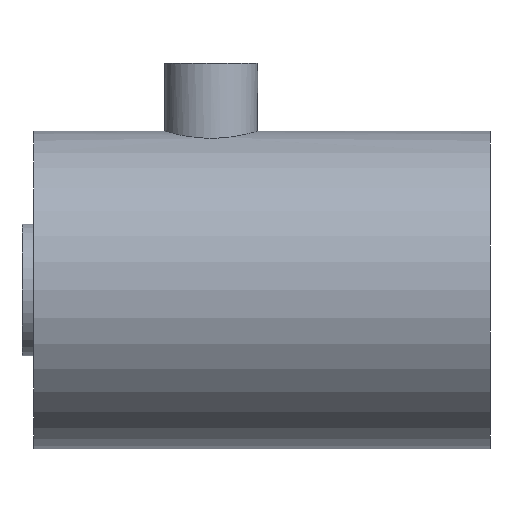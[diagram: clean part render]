
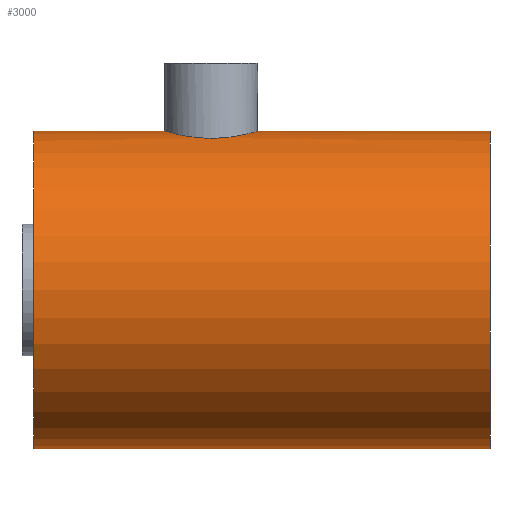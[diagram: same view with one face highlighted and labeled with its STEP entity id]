
A CAD part, left-side view. The second image highlights one B-rep face of the part: STEP entity #3000.
In plain terms, the highlighted cylindrical face has radius 69.977 mm (diameter 139.954 mm), a full revolution.
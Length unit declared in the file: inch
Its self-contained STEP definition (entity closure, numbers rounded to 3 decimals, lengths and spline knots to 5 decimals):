
#262=B_SPLINE_CURVE_WITH_KNOTS('',3,(#16588,#16589,#16590,#16591,#16592,
#16593,#16594,#16595,#16596,#16597,#16598,#16599,#16600,#16601,#16602,#16603,
#16604,#16605,#16606,#16607,#16608,#16609,#16610,#16611,#16612,#16613,#16614,
#16615,#16616,#16617,#16618,#16619,#16620,#16621,#16622,#16623,#16624,#16625,
#16626,#16627,#16628,#16629,#16630,#16631,#16632,#16633,#16634,#16635,#16636,
#16637,#16638,#16639,#16640,#16641,#16642,#16643,#16644,#16645,#16646,#16647,
#16648,#16649,#16650,#16651,#16652,#16653),.UNSPECIFIED.,.T.,.F.,(4,2,2,
2,2,2,2,2,2,2,2,2,2,2,2,2,2,2,2,2,2,2,2,2,2,2,2,2,2,2,2,2,4),(0.,0.38863,
0.77726,1.16588,1.55451,1.94303,2.33156,
2.72008,3.1086,3.49713,3.88565,4.27417,
4.66269,5.05132,5.43995,5.82858,6.21721,
6.60583,6.99446,7.38309,7.77172,8.16024,
8.54876,8.93728,9.32581,9.71433,10.10285,
10.49138,10.8799,11.26853,11.65715,12.04578,
12.43441),.UNSPECIFIED.);
#284=FACE_BOUND('',#674,.T.);
#487=FACE_OUTER_BOUND('',#673,.T.);
#673=EDGE_LOOP('',(#2691,#2692,#2693,#2694,#2695,#2696));
#674=EDGE_LOOP('',(#2697));
#837=LINE('',#16688,#1000);
#1000=VECTOR('',#3832,2.755);
#1041=CIRCLE('',#3215,2.755);
#1042=CIRCLE('',#3216,2.755);
#1051=CIRCLE('',#3230,2.755);
#1052=CIRCLE('',#3231,2.755);
#1335=VERTEX_POINT('',#16586);
#1336=VERTEX_POINT('',#16656);
#1337=VERTEX_POINT('',#16657);
#1346=VERTEX_POINT('',#16683);
#1347=VERTEX_POINT('',#16684);
#1782=EDGE_CURVE('',#1335,#1335,#262,.T.);
#1783=EDGE_CURVE('',#1336,#1337,#1041,.T.);
#1784=EDGE_CURVE('',#1337,#1336,#1042,.T.);
#1795=EDGE_CURVE('',#1346,#1347,#1051,.T.);
#1796=EDGE_CURVE('',#1347,#1346,#1052,.T.);
#1797=EDGE_CURVE('',#1337,#1347,#837,.T.);
#2691=ORIENTED_EDGE('',*,*,#1783,.F.);
#2692=ORIENTED_EDGE('',*,*,#1784,.F.);
#2693=ORIENTED_EDGE('',*,*,#1797,.T.);
#2694=ORIENTED_EDGE('',*,*,#1796,.T.);
#2695=ORIENTED_EDGE('',*,*,#1795,.T.);
#2696=ORIENTED_EDGE('',*,*,#1797,.F.);
#2697=ORIENTED_EDGE('',*,*,#1782,.T.);
#2827=CYLINDRICAL_SURFACE('',#3232,2.755);
#3000=ADVANCED_FACE('',(#487,#284),#2827,.T.);
#3215=AXIS2_PLACEMENT_3D('',#16658,#3794,#3795);
#3216=AXIS2_PLACEMENT_3D('',#16659,#3796,#3797);
#3230=AXIS2_PLACEMENT_3D('',#16685,#3826,#3827);
#3231=AXIS2_PLACEMENT_3D('',#16686,#3828,#3829);
#3232=AXIS2_PLACEMENT_3D('',#16687,#3830,#3831);
#3794=DIRECTION('center_axis',(0.,-1.,0.));
#3795=DIRECTION('ref_axis',(1.,0.,0.));
#3796=DIRECTION('center_axis',(0.,-1.,0.));
#3797=DIRECTION('ref_axis',(1.,0.,0.));
#3826=DIRECTION('center_axis',(0.,-1.,0.));
#3827=DIRECTION('ref_axis',(1.,0.,0.));
#3828=DIRECTION('center_axis',(0.,-1.,0.));
#3829=DIRECTION('ref_axis',(1.,0.,0.));
#3830=DIRECTION('center_axis',(0.,-1.,0.));
#3831=DIRECTION('ref_axis',(1.,0.,0.));
#3832=DIRECTION('',(0.,1.,0.));
#16586=CARTESIAN_POINT('',(-0.80709,4.84,2.63413));
#16588=CARTESIAN_POINT('Ctrl Pts',(-0.80709,4.84,2.63413));
#16589=CARTESIAN_POINT('Ctrl Pts',(-0.80709,4.891,
2.63413));
#16590=CARTESIAN_POINT('Ctrl Pts',(-0.80217,4.94364,2.63565));
#16591=CARTESIAN_POINT('Ctrl Pts',(-0.7816,5.04815,
2.64183));
#16592=CARTESIAN_POINT('Ctrl Pts',(-0.76594,5.10003,
2.64647));
#16593=CARTESIAN_POINT('Ctrl Pts',(-0.72467,5.19935,
2.65807));
#16594=CARTESIAN_POINT('Ctrl Pts',(-0.69902,5.24689,
2.66502));
#16595=CARTESIAN_POINT('Ctrl Pts',(-0.63987,5.33473,2.67984));
#16596=CARTESIAN_POINT('Ctrl Pts',(-0.60636,5.37503,
2.68769));
#16597=CARTESIAN_POINT('Ctrl Pts',(-0.53504,5.44635,2.70279));
#16598=CARTESIAN_POINT('Ctrl Pts',(-0.49474,5.47986,
2.71058));
#16599=CARTESIAN_POINT('Ctrl Pts',(-0.4069,5.53902,
2.72515));
#16600=CARTESIAN_POINT('Ctrl Pts',(-0.35936,5.56467,
2.73192));
#16601=CARTESIAN_POINT('Ctrl Pts',(-0.26002,5.60595,2.74316));
#16602=CARTESIAN_POINT('Ctrl Pts',(-0.20814,5.6216,
2.74763));
#16603=CARTESIAN_POINT('Ctrl Pts',(-0.10362,5.64218,
2.75355));
#16604=CARTESIAN_POINT('Ctrl Pts',(-0.05099,5.64709,
2.755));
#16605=CARTESIAN_POINT('Ctrl Pts',(0.05099,5.64709,
2.755));
#16606=CARTESIAN_POINT('Ctrl Pts',(0.10362,5.64218,2.75355));
#16607=CARTESIAN_POINT('Ctrl Pts',(0.20814,5.6216,2.74763));
#16608=CARTESIAN_POINT('Ctrl Pts',(0.26002,5.60595,2.74316));
#16609=CARTESIAN_POINT('Ctrl Pts',(0.35936,5.56467,2.73192));
#16610=CARTESIAN_POINT('Ctrl Pts',(0.4069,5.53902,2.72515));
#16611=CARTESIAN_POINT('Ctrl Pts',(0.49474,5.47986,2.71058));
#16612=CARTESIAN_POINT('Ctrl Pts',(0.53504,5.44635,2.70279));
#16613=CARTESIAN_POINT('Ctrl Pts',(0.60636,5.37503,2.68769));
#16614=CARTESIAN_POINT('Ctrl Pts',(0.63987,5.33473,2.67984));
#16615=CARTESIAN_POINT('Ctrl Pts',(0.69902,5.24689,2.66502));
#16616=CARTESIAN_POINT('Ctrl Pts',(0.72467,5.19935,2.65807));
#16617=CARTESIAN_POINT('Ctrl Pts',(0.76594,5.10003,2.64647));
#16618=CARTESIAN_POINT('Ctrl Pts',(0.7816,5.04815,2.64183));
#16619=CARTESIAN_POINT('Ctrl Pts',(0.80217,4.94364,2.63565));
#16620=CARTESIAN_POINT('Ctrl Pts',(0.80709,4.891,2.63413));
#16621=CARTESIAN_POINT('Ctrl Pts',(0.80709,4.789,2.63413));
#16622=CARTESIAN_POINT('Ctrl Pts',(0.80217,4.73636,2.63565));
#16623=CARTESIAN_POINT('Ctrl Pts',(0.7816,4.63185,2.64183));
#16624=CARTESIAN_POINT('Ctrl Pts',(0.76594,4.57997,2.64647));
#16625=CARTESIAN_POINT('Ctrl Pts',(0.72467,4.48065,2.65807));
#16626=CARTESIAN_POINT('Ctrl Pts',(0.69902,4.43311,2.66502));
#16627=CARTESIAN_POINT('Ctrl Pts',(0.63987,4.34527,2.67984));
#16628=CARTESIAN_POINT('Ctrl Pts',(0.60636,4.30497,2.68769));
#16629=CARTESIAN_POINT('Ctrl Pts',(0.53504,4.23365,2.70279));
#16630=CARTESIAN_POINT('Ctrl Pts',(0.49474,4.20014,2.71058));
#16631=CARTESIAN_POINT('Ctrl Pts',(0.4069,4.14098,2.72515));
#16632=CARTESIAN_POINT('Ctrl Pts',(0.35936,4.11533,2.73192));
#16633=CARTESIAN_POINT('Ctrl Pts',(0.26002,4.07405,2.74316));
#16634=CARTESIAN_POINT('Ctrl Pts',(0.20814,4.0584,2.74763));
#16635=CARTESIAN_POINT('Ctrl Pts',(0.10362,4.03782,2.75355));
#16636=CARTESIAN_POINT('Ctrl Pts',(0.05099,4.03291,
2.755));
#16637=CARTESIAN_POINT('Ctrl Pts',(-0.05099,4.03291,
2.755));
#16638=CARTESIAN_POINT('Ctrl Pts',(-0.10362,4.03782,
2.75355));
#16639=CARTESIAN_POINT('Ctrl Pts',(-0.20814,4.0584,
2.74763));
#16640=CARTESIAN_POINT('Ctrl Pts',(-0.26002,4.07405,2.74316));
#16641=CARTESIAN_POINT('Ctrl Pts',(-0.35936,4.11533,
2.73192));
#16642=CARTESIAN_POINT('Ctrl Pts',(-0.4069,4.14098,2.72515));
#16643=CARTESIAN_POINT('Ctrl Pts',(-0.49474,4.20014,
2.71058));
#16644=CARTESIAN_POINT('Ctrl Pts',(-0.53504,4.23365,2.70279));
#16645=CARTESIAN_POINT('Ctrl Pts',(-0.60636,4.30497,
2.68769));
#16646=CARTESIAN_POINT('Ctrl Pts',(-0.63987,4.34527,2.67984));
#16647=CARTESIAN_POINT('Ctrl Pts',(-0.69902,4.43311,
2.66502));
#16648=CARTESIAN_POINT('Ctrl Pts',(-0.72467,4.48065,
2.65807));
#16649=CARTESIAN_POINT('Ctrl Pts',(-0.76594,4.57997,
2.64647));
#16650=CARTESIAN_POINT('Ctrl Pts',(-0.7816,4.63185,
2.64183));
#16651=CARTESIAN_POINT('Ctrl Pts',(-0.80217,4.73636,2.63565));
#16652=CARTESIAN_POINT('Ctrl Pts',(-0.80709,4.789,
2.63413));
#16653=CARTESIAN_POINT('Ctrl Pts',(-0.80709,4.84,2.63413));
#16656=CARTESIAN_POINT('',(2.755,0.,0.));
#16657=CARTESIAN_POINT('',(-2.755,0.,0.));
#16658=CARTESIAN_POINT('Origin',(0.,0.,0.));
#16659=CARTESIAN_POINT('Origin',(0.,0.,0.));
#16683=CARTESIAN_POINT('',(2.755,7.92,0.));
#16684=CARTESIAN_POINT('',(-2.755,7.92,0.));
#16685=CARTESIAN_POINT('Origin',(0.,7.92,0.));
#16686=CARTESIAN_POINT('Origin',(0.,7.92,0.));
#16687=CARTESIAN_POINT('Origin',(0.,3.96,0.));
#16688=CARTESIAN_POINT('',(-2.755,3.96,0.));
